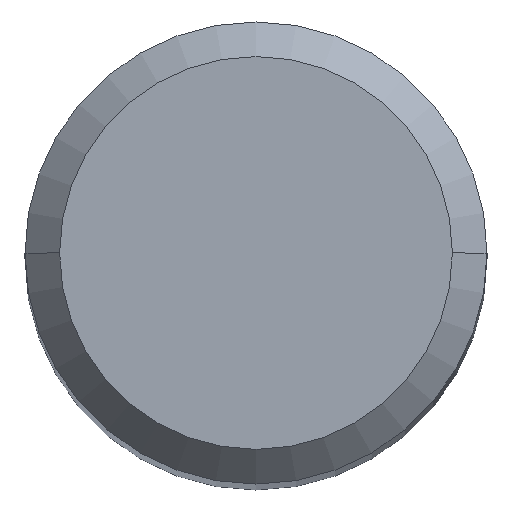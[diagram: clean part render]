
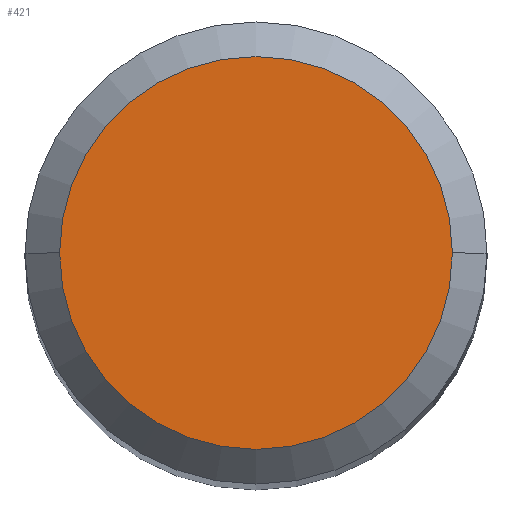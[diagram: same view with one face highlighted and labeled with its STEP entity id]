
A CAD part, top view. The second image highlights one B-rep face of the part: STEP entity #421.
In plain terms, the highlighted planar face has unit normal (0, 0, 1).
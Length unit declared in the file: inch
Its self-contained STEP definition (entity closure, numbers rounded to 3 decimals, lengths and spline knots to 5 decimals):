
#44 = DIRECTION ( 'NONE',  ( 1., 0., 0. ) ) ;
#71 = DIRECTION ( 'NONE',  ( -1., 0., 0. ) ) ;
#86 = EDGE_CURVE ( 'NONE', #237, #486, #138, .T. ) ;
#138 = CIRCLE ( 'NONE', #445, 0.05312 ) ;
#159 = AXIS2_PLACEMENT_3D ( 'NONE', #216, #527, #442 ) ;
#162 = EDGE_LOOP ( 'NONE', ( #495, #399 ) ) ;
#216 = CARTESIAN_POINT ( 'NONE',  ( 0., 0., 0. ) ) ;
#230 = CARTESIAN_POINT ( 'NONE',  ( 0.05312, 0., 0. ) ) ;
#237 = VERTEX_POINT ( 'NONE', #336 ) ;
#271 = AXIS2_PLACEMENT_3D ( 'NONE', #434, #487, #71 ) ;
#310 = FACE_OUTER_BOUND ( 'NONE', #162, .T. ) ;
#336 = CARTESIAN_POINT ( 'NONE',  ( -0.05312, 0., 0. ) ) ;
#381 = EDGE_CURVE ( 'NONE', #486, #237, #415, .T. ) ;
#399 = ORIENTED_EDGE ( 'NONE', *, *, #381, .T. ) ;
#415 = CIRCLE ( 'NONE', #159, 0.05312 ) ;
#416 = DIRECTION ( 'NONE',  ( 0., 0., 1. ) ) ;
#421 = ADVANCED_FACE ( 'NONE', ( #310 ), #479, .F. ) ;
#434 = CARTESIAN_POINT ( 'NONE',  ( 0., 0., 0. ) ) ;
#442 = DIRECTION ( 'NONE',  ( 1., 0., 0. ) ) ;
#445 = AXIS2_PLACEMENT_3D ( 'NONE', #589, #416, #44 ) ;
#479 = PLANE ( 'NONE',  #271 ) ;
#486 = VERTEX_POINT ( 'NONE', #230 ) ;
#487 = DIRECTION ( 'NONE',  ( 0., 0., -1. ) ) ;
#495 = ORIENTED_EDGE ( 'NONE', *, *, #86, .T. ) ;
#527 = DIRECTION ( 'NONE',  ( 0., 0., 1. ) ) ;
#589 = CARTESIAN_POINT ( 'NONE',  ( 0., 0., 0. ) ) ;
